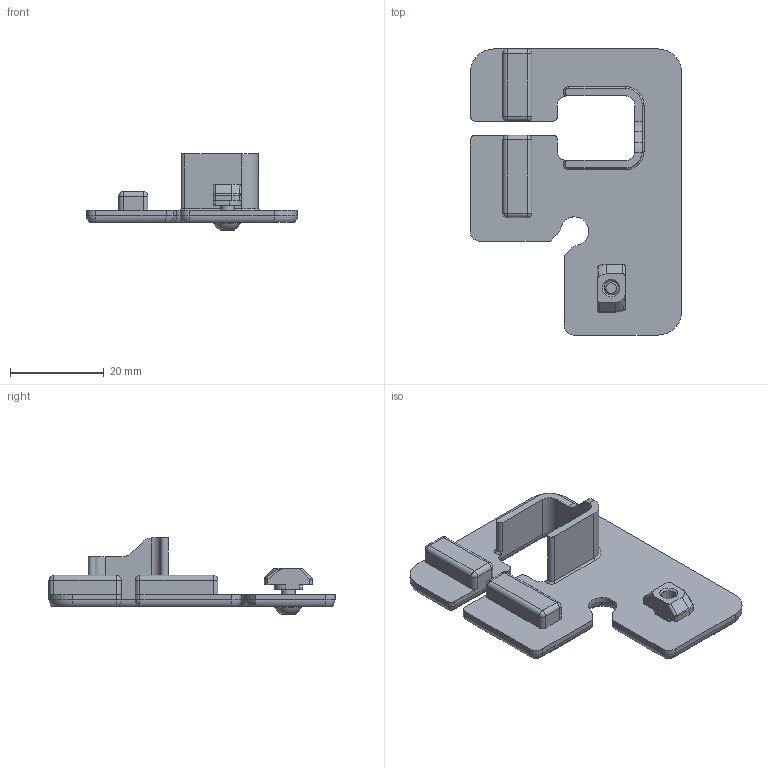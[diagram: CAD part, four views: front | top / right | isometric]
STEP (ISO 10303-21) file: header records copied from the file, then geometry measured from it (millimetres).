
FILE_DESCRIPTION(/* description */ (''),/* implementation_level */ '2;1');
FILE_NAME(/* name */ 'z_belt_cover_b_notch.step',/* time_stamp */ '2022-05-21T20:01:13-07:00',/* author */ (''),/* organization */ (''),/* preprocessor_version */ 'ST-DEVELOPER v18.1',/* originating_system */ 'Autodesk Translation Framework v10.14.0.1471',/* authorisation */ '');
FILE_SCHEMA (('AUTOMOTIVE_DESIGN { 1 0 10303 214 3 1 1 }'));
Length unit declared in the file: millimetre
Products named in the file (3): _Z Belt Cover B; M3 Hammerhead T-Nut (38); M3x6 BHCS (1)
Assembly tree (2 placements, depth 2):
  _Z Belt Cover B
    M3 Hammerhead T-Nut (38)
    M3x6 BHCS (1)
Bounding box: 45.04 x 61 x 16.25 mm (x, y, z)
Volume: 6870.4 mm3; surface area: 6264.2 mm2
Topology: 3 solids, 3 shells, 218 faces, 498 edges, 289 vertices
Faces by surface type: cylinder 77, plane 72, cone 29, sphere 15, torus 15, bspline 10
Full cylindrical faces by diameter (mm): 3 x2, 3.4 x1, 5.7 x1
Entity records: 6297 total; most frequent: CARTESIAN_POINT 1236, DIRECTION 1119, ORIENTED_EDGE 996, EDGE_CURVE 498, AXIS2_PLACEMENT_3D 428, VERTEX_POINT 289, LINE 263, VECTOR 263
